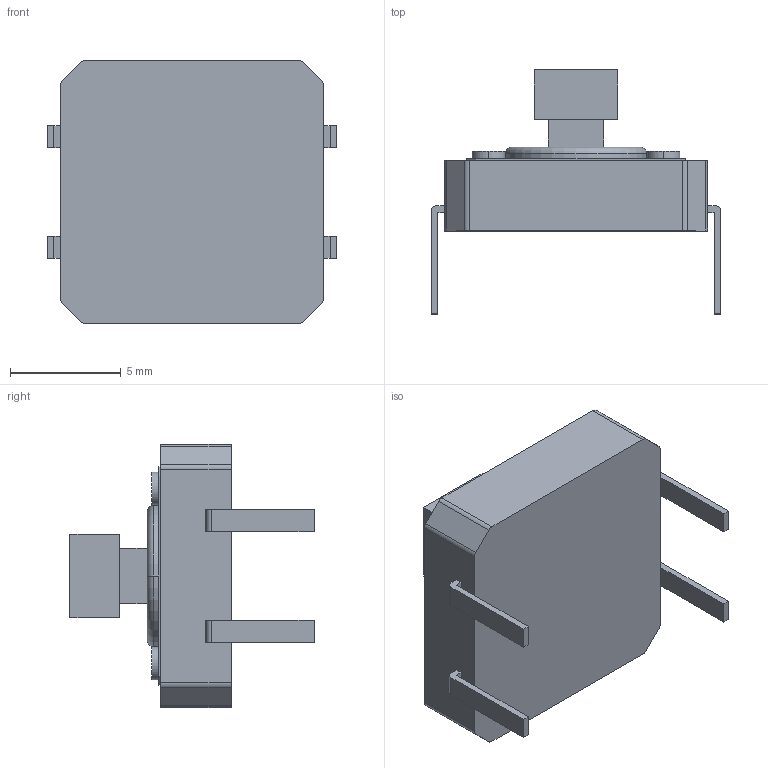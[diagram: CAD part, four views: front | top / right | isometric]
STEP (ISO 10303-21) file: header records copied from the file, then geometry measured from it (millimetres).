
FILE_DESCRIPTION (( 'STEP AP214' ), '1' );
FILE_NAME ('User Library-Button-1-1.STEP', '2017-03-26T13:01:09', ( 'Windows User' ), ( '' ), 'SwSTEP 2.0', 'SolidWorks 2017', '' );
FILE_SCHEMA (( 'AUTOMOTIVE_DESIGN' ));
Length unit declared in the file: millimetre
Products named in the file (1): User Library-Button-1-1
Bounding box: 13.1 x 11.05 x 11.9 mm (x, y, z)
Volume: 517.6 mm3; surface area: 562.1 mm2
Topology: 1 solids, 1 shells, 89 faces, 220 edges, 146 vertices
Faces by surface type: plane 63, cylinder 24, torus 2
Entity records: 3291 total; most frequent: CARTESIAN_POINT 456, DIRECTION 452, ORIENTED_EDGE 440, EDGE_CURVE 220, VECTOR 168, LINE 168, VERTEX_POINT 146, AXIS2_PLACEMENT_3D 142
